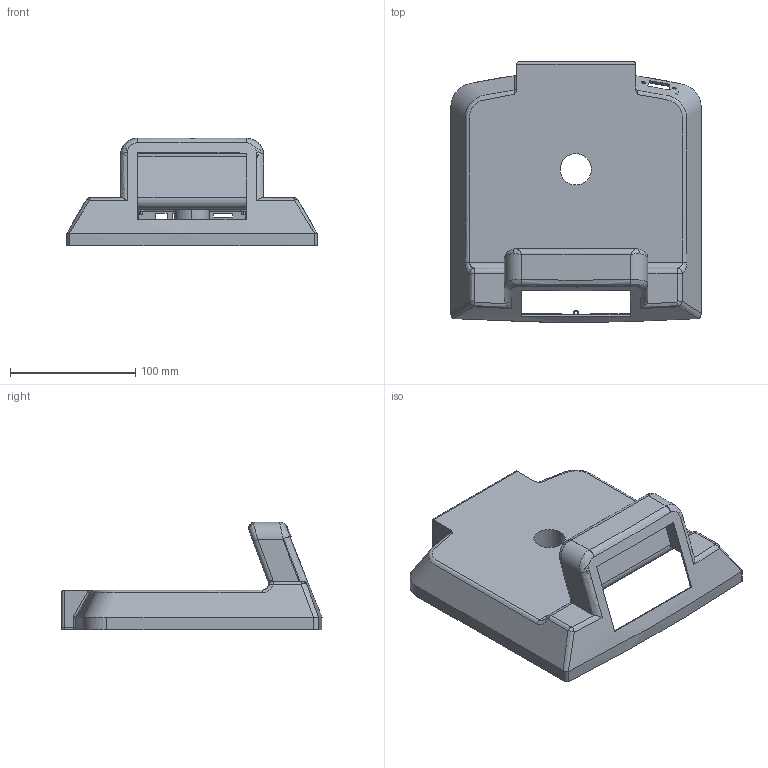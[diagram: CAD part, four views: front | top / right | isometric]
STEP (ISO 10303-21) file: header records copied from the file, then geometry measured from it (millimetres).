
FILE_DESCRIPTION (( 'STEP AP214' ), '1' );
FILE_NAME ('Gehäuse_Waage_3.0.STEP', '2025-06-18T11:14:19', ( '' ), ( '' ), 'SwSTEP 2.0', 'SolidWorks 2024', '' );
FILE_SCHEMA (( 'AUTOMOTIVE_DESIGN' ));
Length unit declared in the file: millimetre
Products named in the file (1): Gehäuse_Waage_3.0
Bounding box: 200.01 x 208.19 x 86 mm (x, y, z)
Volume: 204465.6 mm3; surface area: 141948.7 mm2
Topology: 2 solids, 2 shells, 290 faces, 755 edges, 491 vertices
Faces by surface type: cylinder 118, plane 118, bspline 50, sphere 2, torus 2
Entity records: 14301 total; most frequent: CARTESIAN_POINT 7620, ORIENTED_EDGE 1510, DIRECTION 1190, EDGE_CURVE 755, VERTEX_POINT 491, AXIS2_PLACEMENT_3D 443, EDGE_LOOP 332, VECTOR 304
